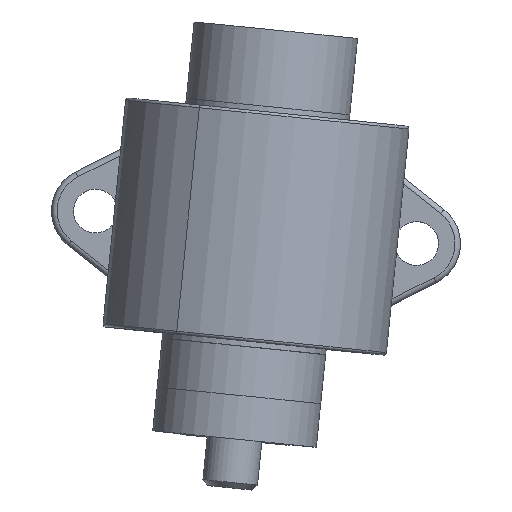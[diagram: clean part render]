
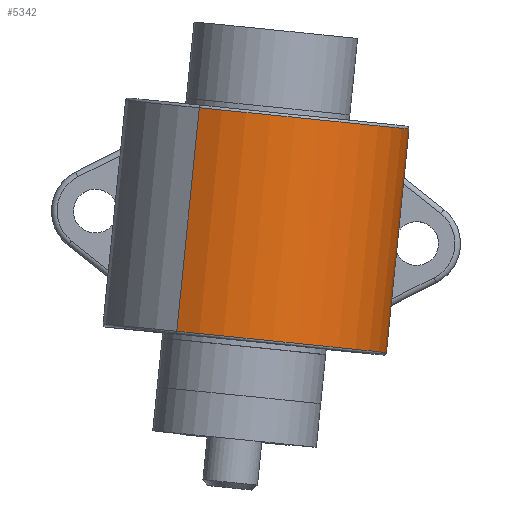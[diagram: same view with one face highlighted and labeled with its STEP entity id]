
A CAD part, top view. The second image highlights one B-rep face of the part: STEP entity #5342.
In plain terms, the highlighted cylindrical face has radius 41.275 mm (diameter 82.55 mm), a partial arc.
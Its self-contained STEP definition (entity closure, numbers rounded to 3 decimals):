
#4839=CARTESIAN_POINT('Vertex',(-232.863,-19.788,-20.873)) ;
#4842=CARTESIAN_POINT('Axis2P3D Location',(-232.863,0.,15.35)) ;
#4846=CARTESIAN_POINT('Vertex',(-232.863,19.788,51.572)) ;
#5300=CARTESIAN_POINT('Axis2P3D Location',(-200.319,0.,15.35)) ;
#5305=CARTESIAN_POINT('Line Origine',(-200.319,-19.788,-20.873)) ;
#5309=CARTESIAN_POINT('Vertex',(-167.775,-19.788,-20.873)) ;
#5312=CARTESIAN_POINT('Line Origine',(-200.319,19.788,51.572)) ;
#5316=CARTESIAN_POINT('Vertex',(-167.775,19.788,51.572)) ;
#5331=CARTESIAN_POINT('Axis2P3D Location',(-167.775,0.,15.35)) ;
#4843=DIRECTION('Axis2P3D Direction',(-1.,0.,-0.)) ;
#5301=DIRECTION('Axis2P3D Direction',(-1.,0.,0.)) ;
#5302=DIRECTION('Axis2P3D XDirection',(0.,0.479,0.878)) ;
#5306=DIRECTION('Vector Direction',(-1.,0.,0.)) ;
#5313=DIRECTION('Vector Direction',(-1.,0.,0.)) ;
#5332=DIRECTION('Axis2P3D Direction',(-1.,0.,0.)) ;
#4844=AXIS2_PLACEMENT_3D('Circle Axis2P3D',#4842,#4843,$) ;
#5303=AXIS2_PLACEMENT_3D('Cylinder Axis2P3D',#5300,#5301,#5302) ;
#5333=AXIS2_PLACEMENT_3D('Circle Axis2P3D',#5331,#5332,$) ;
#5337=ORIENTED_EDGE('',*,*,#5318,.F.) ;
#5338=ORIENTED_EDGE('',*,*,#4848,.F.) ;
#5339=ORIENTED_EDGE('',*,*,#5311,.T.) ;
#5340=ORIENTED_EDGE('',*,*,#5335,.T.) ;
#5307=VECTOR('Line Direction',#5306,1.) ;
#5314=VECTOR('Line Direction',#5313,1.) ;
#5342=ADVANCED_FACE('PartBody',(#5341),#5304,.T.) ;
#4845=CIRCLE('generated circle',#4844,41.275) ;
#5334=CIRCLE('generated circle',#5333,41.275) ;
#5304=CYLINDRICAL_SURFACE('generated cylinder',#5303,41.275) ;
#4848=EDGE_CURVE('',#4840,#4847,#4845,.T.) ;
#5311=EDGE_CURVE('',#4840,#5310,#5308,.F.) ;
#5318=EDGE_CURVE('',#4847,#5317,#5315,.F.) ;
#5335=EDGE_CURVE('',#5310,#5317,#5334,.T.) ;
#5336=EDGE_LOOP('',(#5337,#5338,#5339,#5340)) ;
#5341=FACE_OUTER_BOUND('',#5336,.T.) ;
#5308=LINE('Line',#5305,#5307) ;
#5315=LINE('Line',#5312,#5314) ;
#4840=VERTEX_POINT('',#4839) ;
#4847=VERTEX_POINT('',#4846) ;
#5310=VERTEX_POINT('',#5309) ;
#5317=VERTEX_POINT('',#5316) ;
